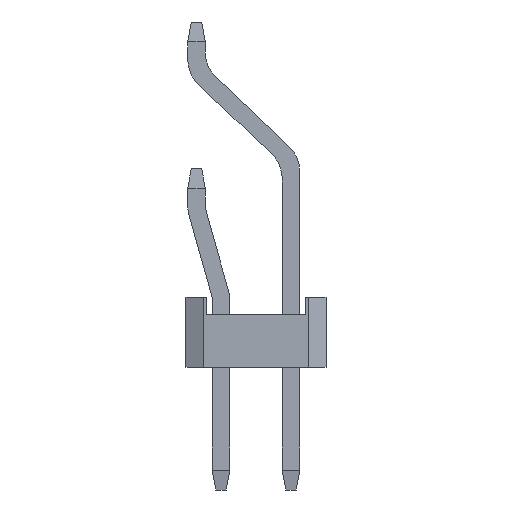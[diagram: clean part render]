
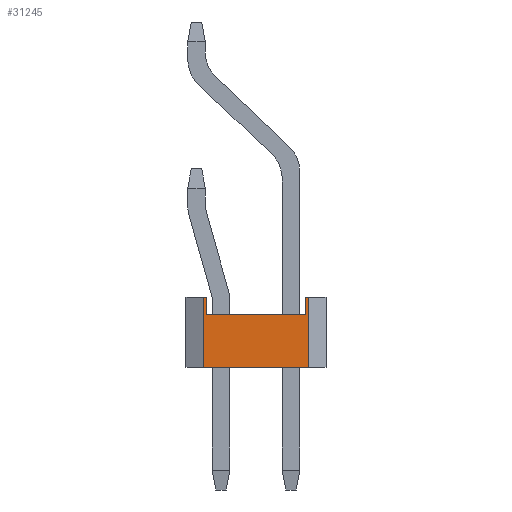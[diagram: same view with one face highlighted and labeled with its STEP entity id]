
A CAD part, left-side view. The second image highlights one B-rep face of the part: STEP entity #31245.
In plain terms, the highlighted planar face has unit normal (-1, 0, 0).
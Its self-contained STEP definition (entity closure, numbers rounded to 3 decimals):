
#1113 = VECTOR ( 'NONE', #22565, 1000. ) ;
#1397 = VERTEX_POINT ( 'NONE', #19471 ) ;
#1512 = CARTESIAN_POINT ( 'NONE',  ( -8., 1.5, -22. ) ) ;
#2124 = DIRECTION ( 'NONE',  ( 0., -1., 0. ) ) ;
#2525 = VERTEX_POINT ( 'NONE', #30598 ) ;
#4396 = ORIENTED_EDGE ( 'NONE', *, *, #10156, .F. ) ;
#4911 = VERTEX_POINT ( 'NONE', #9423 ) ;
#5316 = CARTESIAN_POINT ( 'NONE',  ( -8., 0., 2. ) ) ;
#6138 = DIRECTION ( 'NONE',  ( 0., -1., 0. ) ) ;
#6956 = PLANE ( 'NONE',  #33899 ) ;
#8207 = LINE ( 'NONE', #8405, #38769 ) ;
#8343 = VECTOR ( 'NONE', #13481, 1000. ) ;
#8405 = CARTESIAN_POINT ( 'NONE',  ( -8., -1.5, -22. ) ) ;
#9103 = CARTESIAN_POINT ( 'NONE',  ( -8., 0., 2. ) ) ;
#9314 = VERTEX_POINT ( 'NONE', #10793 ) ;
#9423 = CARTESIAN_POINT ( 'NONE',  ( -8., -1.5, 2. ) ) ;
#9785 = EDGE_CURVE ( 'NONE', #1397, #10252, #35101, .T. ) ;
#9921 = CARTESIAN_POINT ( 'NONE',  ( -8., 0., 0. ) ) ;
#10156 = EDGE_CURVE ( 'NONE', #22996, #9314, #37626, .T. ) ;
#10252 = VERTEX_POINT ( 'NONE', #21149 ) ;
#10497 = CARTESIAN_POINT ( 'NONE',  ( -8., -1.4, 2. ) ) ;
#10793 = CARTESIAN_POINT ( 'NONE',  ( -8., -1.4, 2. ) ) ;
#11941 = ORIENTED_EDGE ( 'NONE', *, *, #19845, .F. ) ;
#13481 = DIRECTION ( 'NONE',  ( 0., -1., 0. ) ) ;
#13580 = DIRECTION ( 'NONE',  ( 0., 0., -1. ) ) ;
#13624 = DIRECTION ( 'NONE',  ( 0., 0., 1. ) ) ;
#14200 = LINE ( 'NONE', #35992, #26927 ) ;
#16896 = EDGE_CURVE ( 'NONE', #24092, #1397, #31657, .T. ) ;
#17752 = ORIENTED_EDGE ( 'NONE', *, *, #35025, .F. ) ;
#18466 = VECTOR ( 'NONE', #13580, 1000. ) ;
#19471 = CARTESIAN_POINT ( 'NONE',  ( -8., 1.5, 2. ) ) ;
#19845 = EDGE_CURVE ( 'NONE', #34231, #22996, #14200, .T. ) ;
#20301 = CARTESIAN_POINT ( 'NONE',  ( -8., 1.4, 2. ) ) ;
#21149 = CARTESIAN_POINT ( 'NONE',  ( -8., 1.4, 2. ) ) ;
#21442 = ORIENTED_EDGE ( 'NONE', *, *, #22976, .F. ) ;
#22089 = VECTOR ( 'NONE', #6138, 1000. ) ;
#22565 = DIRECTION ( 'NONE',  ( 0., 0., 1. ) ) ;
#22976 = EDGE_CURVE ( 'NONE', #10252, #34231, #34797, .T. ) ;
#22996 = VERTEX_POINT ( 'NONE', #38522 ) ;
#24092 = VERTEX_POINT ( 'NONE', #26359 ) ;
#24433 = ORIENTED_EDGE ( 'NONE', *, *, #36606, .T. ) ;
#26359 = CARTESIAN_POINT ( 'NONE',  ( -8., 1.5, 0. ) ) ;
#26492 = DIRECTION ( 'NONE',  ( 0., -1., 0. ) ) ;
#26633 = EDGE_CURVE ( 'NONE', #2525, #4911, #8207, .T. ) ;
#26927 = VECTOR ( 'NONE', #26492, 1000. ) ;
#28139 = LINE ( 'NONE', #9921, #8343 ) ;
#29427 = VECTOR ( 'NONE', #13624, 1000. ) ;
#29678 = LINE ( 'NONE', #5316, #34922 ) ;
#29740 = CARTESIAN_POINT ( 'NONE',  ( -8., 1.4, 1.5 ) ) ;
#30576 = ORIENTED_EDGE ( 'NONE', *, *, #16896, .F. ) ;
#30598 = CARTESIAN_POINT ( 'NONE',  ( -8., -1.5, 0. ) ) ;
#31105 = ORIENTED_EDGE ( 'NONE', *, *, #9785, .F. ) ;
#31245 = ADVANCED_FACE ( 'NONE', ( #36866 ), #6956, .F. ) ;
#31657 = LINE ( 'NONE', #1512, #29427 ) ;
#33146 = DIRECTION ( 'NONE',  ( 0., 0., 1. ) ) ;
#33645 = ORIENTED_EDGE ( 'NONE', *, *, #26633, .T. ) ;
#33886 = DIRECTION ( 'NONE',  ( 0., 1., 0. ) ) ;
#33899 = AXIS2_PLACEMENT_3D ( 'NONE', #34293, #37062, #33886 ) ;
#34231 = VERTEX_POINT ( 'NONE', #29740 ) ;
#34293 = CARTESIAN_POINT ( 'NONE',  ( -8., 25.426, 33. ) ) ;
#34797 = LINE ( 'NONE', #20301, #18466 ) ;
#34922 = VECTOR ( 'NONE', #2124, 1000. ) ;
#35025 = EDGE_CURVE ( 'NONE', #9314, #4911, #29678, .T. ) ;
#35101 = LINE ( 'NONE', #9103, #22089 ) ;
#35992 = CARTESIAN_POINT ( 'NONE',  ( -8., 1.4, 1.5 ) ) ;
#36606 = EDGE_CURVE ( 'NONE', #24092, #2525, #28139, .T. ) ;
#36866 = FACE_OUTER_BOUND ( 'NONE', #37193, .T. ) ;
#37062 = DIRECTION ( 'NONE',  ( 1., 0., 0. ) ) ;
#37193 = EDGE_LOOP ( 'NONE', ( #24433, #33645, #17752, #4396, #11941, #21442, #31105, #30576 ) ) ;
#37626 = LINE ( 'NONE', #10497, #1113 ) ;
#38522 = CARTESIAN_POINT ( 'NONE',  ( -8., -1.4, 1.5 ) ) ;
#38769 = VECTOR ( 'NONE', #33146, 1000. ) ;
